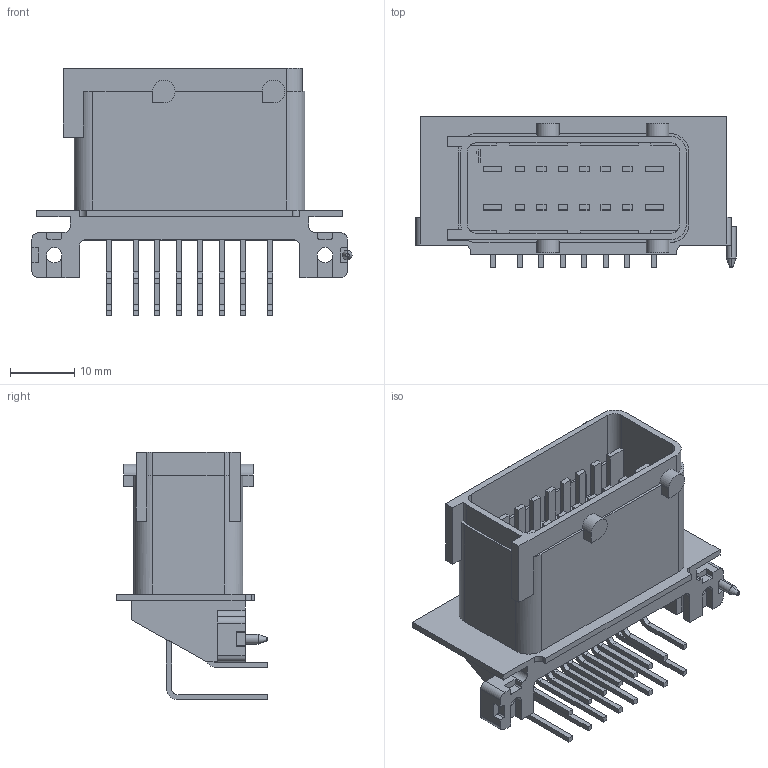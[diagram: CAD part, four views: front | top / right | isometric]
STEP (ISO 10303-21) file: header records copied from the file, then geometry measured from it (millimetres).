
FILE_DESCRIPTION((''),'2;1');
FILE_NAME('C-953371-4','2008-02-26T',('workeradm'),('Tyco Electronics Corporation'),'PRO/ENGINEER BY PARAMETRIC TECHNOLOGY CORPORATION, 2005450','PRO/ENGINEER BY PARAMETRIC TECHNOLOGY CORPORATION, 2005450','');
FILE_SCHEMA(('CONFIG_CONTROL_DESIGN', 'GEOMETRIC_VALIDATION_PROPERTIES_MIM'));
Length unit declared in the file: millimetre
Products named in the file (1): C-953371-4
Bounding box: 49.65 x 23.53 x 38.4 mm (x, y, z)
Volume: 9670.8 mm3; surface area: 9148.3 mm2
Topology: 1 solids, 1 shells, 405 faces, 1099 edges, 727 vertices
Faces by surface type: plane 325, cylinder 76, cone 2, sphere 2
Entity records: 12752 total; most frequent: CARTESIAN_POINT 2230, ORIENTED_EDGE 2194, DIRECTION 2075, EDGE_CURVE 1097, VECTOR 929, LINE 929, VERTEX_POINT 727, AXIS2_PLACEMENT_3D 573
